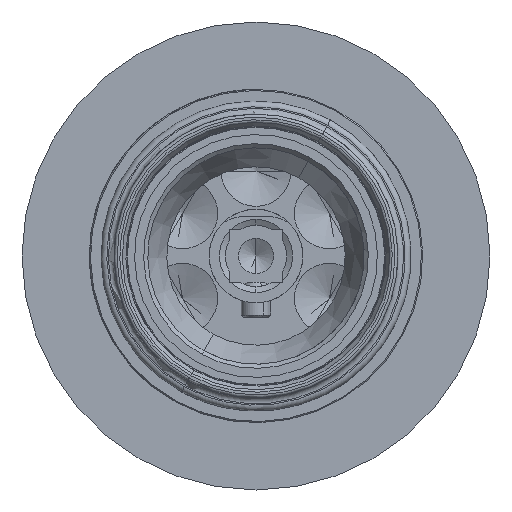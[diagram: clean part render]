
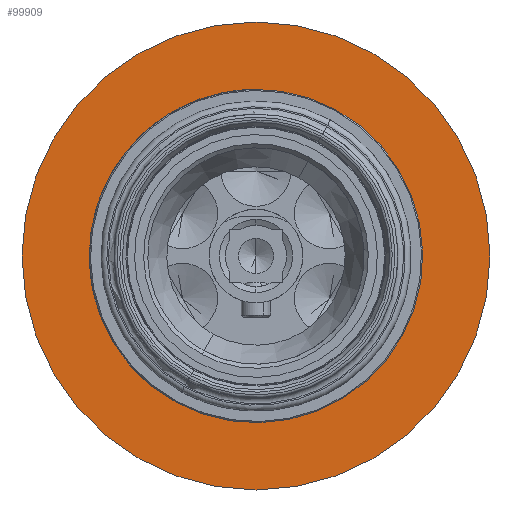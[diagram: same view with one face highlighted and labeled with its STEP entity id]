
A CAD part, front view. The second image highlights one B-rep face of the part: STEP entity #99909.
In plain terms, the highlighted planar face has unit normal (0, -1, 0).
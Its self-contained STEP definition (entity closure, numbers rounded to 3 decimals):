
#99819=CARTESIAN_POINT('Control Point',(22.5,0.,0.)) ;
#99820=CARTESIAN_POINT('Control Point',(22.5,0.,-3.534)) ;
#99821=CARTESIAN_POINT('Control Point',(21.806,0.,-7.069)) ;
#99822=CARTESIAN_POINT('Control Point',(20.417,0.,-10.421)) ;
#99823=CARTESIAN_POINT('Control Point',(16.401,0.,-16.401)) ;
#99824=CARTESIAN_POINT('Control Point',(10.421,0.,-20.417)) ;
#99825=CARTESIAN_POINT('Control Point',(7.069,0.,-21.806)) ;
#99826=CARTESIAN_POINT('Control Point',(0.,0.,-23.194)) ;
#99827=CARTESIAN_POINT('Control Point',(-7.069,0.,-21.806)) ;
#99828=CARTESIAN_POINT('Control Point',(-10.421,0.,-20.417)) ;
#99829=CARTESIAN_POINT('Control Point',(-16.401,0.,-16.401)) ;
#99830=CARTESIAN_POINT('Control Point',(-20.417,0.,-10.421)) ;
#99831=CARTESIAN_POINT('Control Point',(-21.806,0.,-7.069)) ;
#99832=CARTESIAN_POINT('Control Point',(-22.5,0.,-3.534)) ;
#99833=CARTESIAN_POINT('Control Point',(-22.5,0.,0.)) ;
#99834=CARTESIAN_POINT('Vertex',(22.5,0.,0.)) ;
#99836=CARTESIAN_POINT('Vertex',(-22.5,0.,0.)) ;
#99877=CARTESIAN_POINT('Axis2P3D Location',(0.,0.,0.)) ;
#99882=CARTESIAN_POINT('Axis2P3D Location',(0.,0.,0.)) ;
#99886=CARTESIAN_POINT('Vertex',(40.,0.,0.)) ;
#99888=CARTESIAN_POINT('Vertex',(-40.,0.,0.)) ;
#99891=CARTESIAN_POINT('Axis2P3D Location',(0.,0.,0.)) ;
#99900=CARTESIAN_POINT('Axis2P3D Location',(0.,0.,0.)) ;
#99878=DIRECTION('Axis2P3D Direction',(0.,1.,-0.)) ;
#99879=DIRECTION('Axis2P3D XDirection',(-1.,0.,0.)) ;
#99883=DIRECTION('Axis2P3D Direction',(0.,1.,-0.)) ;
#99892=DIRECTION('Axis2P3D Direction',(0.,1.,-0.)) ;
#99901=DIRECTION('Axis2P3D Direction',(0.,1.,-0.)) ;
#99880=AXIS2_PLACEMENT_3D('Plane Axis2P3D',#99877,#99878,#99879) ;
#99884=AXIS2_PLACEMENT_3D('Circle Axis2P3D',#99882,#99883,$) ;
#99893=AXIS2_PLACEMENT_3D('Circle Axis2P3D',#99891,#99892,$) ;
#99902=AXIS2_PLACEMENT_3D('Circle Axis2P3D',#99900,#99901,$) ;
#99885=CIRCLE('generated circle',#99884,40.) ;
#99894=CIRCLE('generated circle',#99893,40.) ;
#99903=CIRCLE('generated circle',#99902,22.5) ;
#99881=PLANE('',#99880) ;
#99908=FACE_BOUND('',#99905,.T.) ;
#99838=EDGE_CURVE('',#99835,#99837,#99818,.T.) ;
#99890=EDGE_CURVE('',#99887,#99889,#99885,.T.) ;
#99895=EDGE_CURVE('',#99889,#99887,#99894,.T.) ;
#99904=EDGE_CURVE('',#99837,#99835,#99903,.T.) ;
#99897=ORIENTED_EDGE('',*,*,#99890,.F.) ;
#99898=ORIENTED_EDGE('',*,*,#99895,.F.) ;
#99906=ORIENTED_EDGE('',*,*,#99838,.T.) ;
#99907=ORIENTED_EDGE('',*,*,#99904,.T.) ;
#99896=EDGE_LOOP('',(#99897,#99898)) ;
#99905=EDGE_LOOP('',(#99906,#99907)) ;
#99835=VERTEX_POINT('',#99834) ;
#99837=VERTEX_POINT('',#99836) ;
#99887=VERTEX_POINT('',#99886) ;
#99889=VERTEX_POINT('',#99888) ;
#99909=ADVANCED_FACE('PartBody',(#99899,#99908),#99881,.F.) ;
#99818=B_SPLINE_CURVE_WITH_KNOTS('',5,(#99819,#99820,#99821,#99822,#99823,#99824,#99825,#99826,#99827,#99828,#99829,#99830,#99831,#99832,#99833),.UNSPECIFIED.,.F.,.U.,(6,3,3,3,6),(-35.343,-17.671,0.,17.671,35.343),.UNSPECIFIED.) ;
#99899=FACE_OUTER_BOUND('',#99896,.T.) ;
